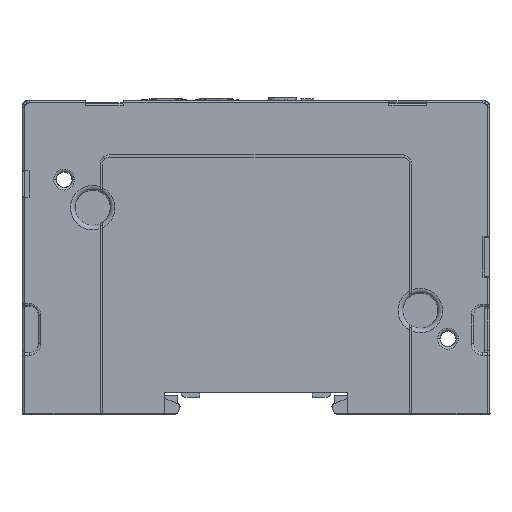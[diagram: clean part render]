
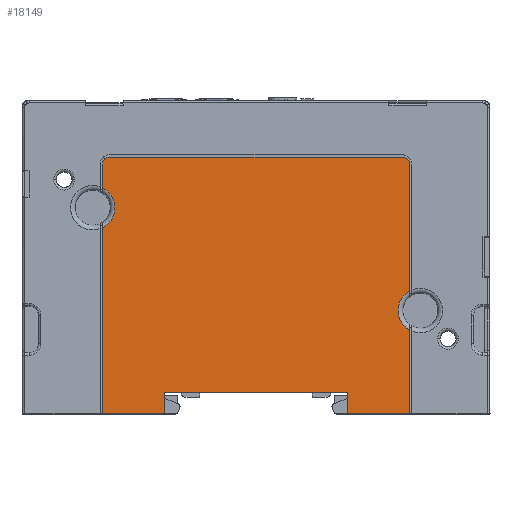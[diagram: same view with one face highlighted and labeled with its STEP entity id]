
A CAD part, top view. The second image highlights one B-rep face of the part: STEP entity #18149.
In plain terms, the highlighted planar face has unit normal (0, 0, 1).
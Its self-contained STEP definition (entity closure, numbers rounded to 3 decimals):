
#1319=DIRECTION('',(0.,-1.,0.));
#1320=VECTOR('',#1319,5.035);
#1321=CARTESIAN_POINT('',(-137.223,-321.942,
19.079));
#1322=LINE('',#1321,#1320);
#1344=DIRECTION('',(-1.,0.,0.));
#1345=VECTOR('',#1344,16.5);
#1346=CARTESIAN_POINT('',(-107.423,-370.742,
19.079));
#1347=LINE('',#1346,#1345);
#1348=DIRECTION('',(0.,-1.,0.));
#1349=VECTOR('',#1348,4.5);
#1350=CARTESIAN_POINT('',(-123.923,-370.742,
19.079));
#1351=LINE('',#1350,#1349);
#1352=DIRECTION('',(-1.,0.,0.));
#1353=VECTOR('',#1352,13.3);
#1354=CARTESIAN_POINT('',(-123.923,-375.242,
19.079));
#1355=LINE('',#1354,#1353);
#1356=CARTESIAN_POINT('',(-137.223,-321.942,
19.079));
#1357=CARTESIAN_POINT('',(-137.223,-321.893,
19.079));
#1358=CARTESIAN_POINT('',(-137.218,-321.795,
19.079));
#1359=CARTESIAN_POINT('',(-137.197,-321.649,
19.079));
#1360=CARTESIAN_POINT('',(-137.161,-321.506,
19.079));
#1361=CARTESIAN_POINT('',(-137.111,-321.367,
19.079));
#1362=CARTESIAN_POINT('',(-137.048,-321.234,
19.079));
#1363=CARTESIAN_POINT('',(-136.972,-321.107,
19.079));
#1364=CARTESIAN_POINT('',(-136.885,-320.989,
19.079));
#1365=CARTESIAN_POINT('',(-136.786,-320.88,
19.079));
#1366=CARTESIAN_POINT('',(-136.676,-320.781,
19.079));
#1367=CARTESIAN_POINT('',(-136.558,-320.693,
19.079));
#1368=CARTESIAN_POINT('',(-136.431,-320.617,
19.079));
#1369=CARTESIAN_POINT('',(-136.298,-320.554,
19.079));
#1370=CARTESIAN_POINT('',(-136.159,-320.504,
19.079));
#1371=CARTESIAN_POINT('',(-136.016,-320.468,
19.079));
#1372=CARTESIAN_POINT('',(-135.87,-320.447,
19.079));
#1373=CARTESIAN_POINT('',(-135.772,-320.442,
19.079));
#1374=CARTESIAN_POINT('',(-135.723,-320.442,
19.079));
#1376=CARTESIAN_POINT('',(-73.123,-320.442,
19.079));
#1377=CARTESIAN_POINT('',(-73.074,-320.442,
19.079));
#1378=CARTESIAN_POINT('',(-72.976,-320.447,
19.079));
#1379=CARTESIAN_POINT('',(-72.83,-320.468,
19.079));
#1380=CARTESIAN_POINT('',(-72.687,-320.504,
19.079));
#1381=CARTESIAN_POINT('',(-72.548,-320.554,
19.079));
#1382=CARTESIAN_POINT('',(-72.415,-320.617,
19.079));
#1383=CARTESIAN_POINT('',(-72.288,-320.693,
19.079));
#1384=CARTESIAN_POINT('',(-72.17,-320.781,
19.079));
#1385=CARTESIAN_POINT('',(-72.061,-320.88,
19.079));
#1386=CARTESIAN_POINT('',(-71.962,-320.989,
19.079));
#1387=CARTESIAN_POINT('',(-71.874,-321.107,
19.079));
#1388=CARTESIAN_POINT('',(-71.798,-321.234,
19.079));
#1389=CARTESIAN_POINT('',(-71.735,-321.367,
19.079));
#1390=CARTESIAN_POINT('',(-71.685,-321.506,
19.079));
#1391=CARTESIAN_POINT('',(-71.65,-321.649,
19.079));
#1392=CARTESIAN_POINT('',(-71.628,-321.795,
19.079));
#1393=CARTESIAN_POINT('',(-71.623,-321.893,
19.079));
#1394=CARTESIAN_POINT('',(-71.623,-321.942,
19.079));
#1396=CARTESIAN_POINT('',(-69.315,-353.242,
19.079));
#1397=DIRECTION('',(0.,0.,1.));
#1398=DIRECTION('',(-0.486,0.874,0.));
#1399=AXIS2_PLACEMENT_3D('',#1396,#1397,#1398);
#1401=DIRECTION('',(-1.,0.,0.));
#1402=VECTOR('',#1401,13.3);
#1403=CARTESIAN_POINT('',(-71.623,-375.242,
19.079));
#1404=LINE('',#1403,#1402);
#1405=DIRECTION('',(0.,1.,0.));
#1406=VECTOR('',#1405,4.5);
#1407=CARTESIAN_POINT('',(-84.923,-375.242,
19.079));
#1408=LINE('',#1407,#1406);
#1409=DIRECTION('',(-1.,0.,0.));
#1410=VECTOR('',#1409,16.5);
#1411=CARTESIAN_POINT('',(-84.923,-370.742,
19.079));
#1412=LINE('',#1411,#1410);
#1413=DIRECTION('',(1.,0.,0.));
#1414=VECTOR('',#1413,6.);
#1415=CARTESIAN_POINT('',(-107.423,-370.642,
19.079));
#1416=LINE('',#1415,#1414);
#1421=DIRECTION('',(0.,-1.,0.));
#1422=VECTOR('',#1421,0.1);
#1423=CARTESIAN_POINT('',(-101.423,-370.642,
19.079));
#1424=LINE('',#1423,#1422);
#2721=DIRECTION('',(0.,1.,0.));
#2722=VECTOR('',#2721,0.1);
#2723=CARTESIAN_POINT('',(-107.423,-370.742,
19.079));
#2724=LINE('',#2723,#2722);
#11879=DIRECTION('',(0.,1.,0.));
#11880=VECTOR('',#11879,17.849);
#11881=CARTESIAN_POINT('',(-71.623,-375.242,
19.079));
#11882=LINE('',#11881,#11880);
#12155=DIRECTION('',(0.,1.,0.));
#12156=VECTOR('',#12155,27.149);
#12157=CARTESIAN_POINT('',(-71.623,-349.091,
19.079));
#12158=LINE('',#12157,#12156);
#12175=DIRECTION('',(-1.,0.,0.));
#12176=VECTOR('',#12175,62.6);
#12177=CARTESIAN_POINT('',(-73.123,-320.442,
19.079));
#12178=LINE('',#12177,#12176);
#12257=DIRECTION('',(0.,-1.,0.));
#12258=VECTOR('',#12257,39.735);
#12259=CARTESIAN_POINT('',(-137.223,-335.507,
19.079));
#12260=LINE('',#12259,#12258);
#12300=CARTESIAN_POINT('',(-139.315,-331.242,
19.079));
#12301=DIRECTION('',(0.,0.,-1.));
#12302=DIRECTION('',(0.44,0.898,0.));
#12303=AXIS2_PLACEMENT_3D('',#12300,#12301,#12302);
#15167=CARTESIAN_POINT('',(-71.623,-375.242,
19.079));
#15168=CARTESIAN_POINT('',(-84.923,-375.242,
19.079));
#15169=VERTEX_POINT('',#15167);
#15170=VERTEX_POINT('',#15168);
#15181=CARTESIAN_POINT('',(-101.423,-370.742,
19.079));
#15183=VERTEX_POINT('',#15181);
#15185=CARTESIAN_POINT('',(-84.923,-370.742,
19.079));
#15186=VERTEX_POINT('',#15185);
#15197=CARTESIAN_POINT('',(-101.423,-370.642,
19.079));
#15198=VERTEX_POINT('',#15197);
#15201=CARTESIAN_POINT('',(-107.423,-370.642,
19.079));
#15202=VERTEX_POINT('',#15201);
#15203=CARTESIAN_POINT('',(-107.423,-370.742,
19.079));
#15204=VERTEX_POINT('',#15203);
#15205=CARTESIAN_POINT('',(-123.923,-370.742,
19.079));
#15206=VERTEX_POINT('',#15205);
#15207=CARTESIAN_POINT('',(-123.923,-375.242,
19.079));
#15208=VERTEX_POINT('',#15207);
#15209=CARTESIAN_POINT('',(-137.223,-375.242,
19.079));
#15210=VERTEX_POINT('',#15209);
#15211=CARTESIAN_POINT('',(-137.223,-335.507,
19.079));
#15212=VERTEX_POINT('',#15211);
#15213=CARTESIAN_POINT('',(-137.223,-321.942,
19.079));
#15214=CARTESIAN_POINT('',(-137.223,-326.977,
19.079));
#15215=VERTEX_POINT('',#15213);
#15216=VERTEX_POINT('',#15214);
#15217=VERTEX_POINT('',#1374);
#15218=CARTESIAN_POINT('',(-73.123,-320.442,
19.079));
#15219=VERTEX_POINT('',#15218);
#15220=VERTEX_POINT('',#1394);
#15221=CARTESIAN_POINT('',(-71.623,-349.091,
19.079));
#15222=VERTEX_POINT('',#15221);
#15223=CARTESIAN_POINT('',(-71.623,-357.393,
19.079));
#15224=VERTEX_POINT('',#15223);
#18108=CARTESIAN_POINT('',(-104.423,-347.842,
19.079));
#18109=DIRECTION('',(0.,0.,1.));
#18110=DIRECTION('',(1.,0.,0.));
#18111=AXIS2_PLACEMENT_3D('',#18108,#18109,#18110);
#18112=PLANE('',#18111);
#18114=ORIENTED_EDGE('',*,*,#18113,.F.);
#18116=ORIENTED_EDGE('',*,*,#18115,.F.);
#18118=ORIENTED_EDGE('',*,*,#18117,.T.);
#18120=ORIENTED_EDGE('',*,*,#18119,.T.);
#18121=ORIENTED_EDGE('',*,*,#17902,.T.);
#18123=ORIENTED_EDGE('',*,*,#18122,.F.);
#18125=ORIENTED_EDGE('',*,*,#18124,.F.);
#18126=ORIENTED_EDGE('',*,*,#18089,.F.);
#18128=ORIENTED_EDGE('',*,*,#18127,.T.);
#18130=ORIENTED_EDGE('',*,*,#18129,.F.);
#18132=ORIENTED_EDGE('',*,*,#18131,.T.);
#18134=ORIENTED_EDGE('',*,*,#18133,.F.);
#18136=ORIENTED_EDGE('',*,*,#18135,.T.);
#18138=ORIENTED_EDGE('',*,*,#18137,.F.);
#18140=ORIENTED_EDGE('',*,*,#18139,.T.);
#18142=ORIENTED_EDGE('',*,*,#18141,.T.);
#18144=ORIENTED_EDGE('',*,*,#18143,.T.);
#18146=ORIENTED_EDGE('',*,*,#18145,.F.);
#18147=EDGE_LOOP('',(#18114,#18116,#18118,#18120,#18121,#18123,#18125,#18126,
#18128,#18130,#18132,#18134,#18136,#18138,#18140,#18142,#18144,#18146));
#18148=FACE_OUTER_BOUND('',#18147,.F.);
#1375=B_SPLINE_CURVE_WITH_KNOTS('',3,(#1356,#1357,#1358,#1359,#1360,#1361,#1362,
#1363,#1364,#1365,#1366,#1367,#1368,#1369,#1370,#1371,#1372,#1373,#1374),
.UNSPECIFIED.,.F.,.F.,(4,1,1,1,1,1,1,1,1,1,1,1,1,1,1,1,4),(0.,0.063,0.125,
0.188,0.25,0.313,0.375,0.438,0.5,0.563,0.625,0.688,
0.75,0.813,0.875,0.938,1.),.UNSPECIFIED.);
#1395=B_SPLINE_CURVE_WITH_KNOTS('',3,(#1376,#1377,#1378,#1379,#1380,#1381,#1382,
#1383,#1384,#1385,#1386,#1387,#1388,#1389,#1390,#1391,#1392,#1393,#1394),
.UNSPECIFIED.,.F.,.F.,(4,1,1,1,1,1,1,1,1,1,1,1,1,1,1,1,4),(0.,0.063,0.125,
0.188,0.25,0.313,0.375,0.438,0.5,0.563,0.625,0.688,
0.75,0.813,0.875,0.938,1.),.UNSPECIFIED.);
#1400=CIRCLE('',#1399,4.75);
#12304=CIRCLE('',#12303,4.75);
#17902=EDGE_CURVE('',#15208,#15210,#1355,.T.);
#18089=EDGE_CURVE('',#15215,#15216,#1322,.T.);
#18113=EDGE_CURVE('',#15202,#15198,#1416,.T.);
#18115=EDGE_CURVE('',#15204,#15202,#2724,.T.);
#18117=EDGE_CURVE('',#15204,#15206,#1347,.T.);
#18119=EDGE_CURVE('',#15206,#15208,#1351,.T.);
#18122=EDGE_CURVE('',#15212,#15210,#12260,.T.);
#18124=EDGE_CURVE('',#15216,#15212,#12304,.T.);
#18127=EDGE_CURVE('',#15215,#15217,#1375,.T.);
#18129=EDGE_CURVE('',#15219,#15217,#12178,.T.);
#18131=EDGE_CURVE('',#15219,#15220,#1395,.T.);
#18133=EDGE_CURVE('',#15222,#15220,#12158,.T.);
#18135=EDGE_CURVE('',#15222,#15224,#1400,.T.);
#18137=EDGE_CURVE('',#15169,#15224,#11882,.T.);
#18139=EDGE_CURVE('',#15169,#15170,#1404,.T.);
#18141=EDGE_CURVE('',#15170,#15186,#1408,.T.);
#18143=EDGE_CURVE('',#15186,#15183,#1412,.T.);
#18145=EDGE_CURVE('',#15198,#15183,#1424,.T.);
#18149=ADVANCED_FACE('',(#18148),#18112,.T.);
